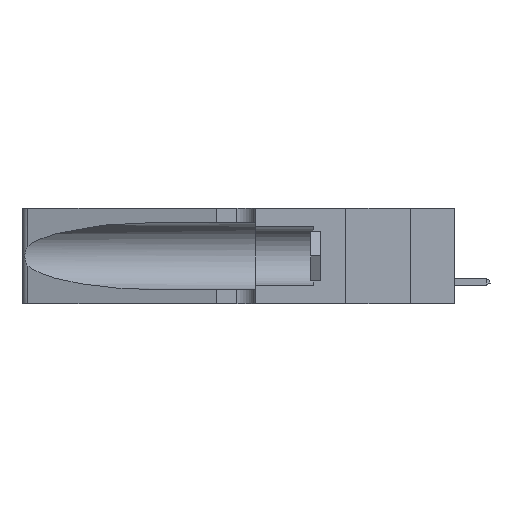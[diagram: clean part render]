
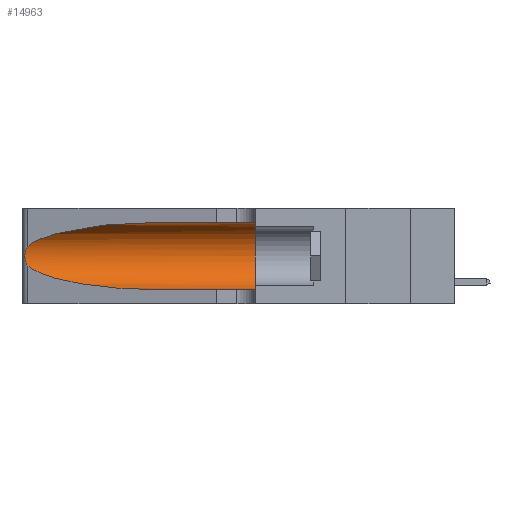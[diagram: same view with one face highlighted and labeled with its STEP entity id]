
A CAD part, left-side view. The second image highlights one B-rep face of the part: STEP entity #14963.
In plain terms, the highlighted cylindrical face has radius 3.308 mm (diameter 6.617 mm), a partial arc.
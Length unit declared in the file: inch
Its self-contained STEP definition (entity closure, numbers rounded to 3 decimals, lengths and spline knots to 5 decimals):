
#205 = ORIENTED_EDGE ( 'NONE', *, *, #42816, .T. ) ;
#367 = ORIENTED_EDGE ( 'NONE', *, *, #22710, .T. ) ;
#1281 = VECTOR ( 'NONE', #17384, 39.37008 ) ;
#1495 = AXIS2_PLACEMENT_3D ( 'NONE', #44663, #6203, #37083 ) ;
#1518 = VERTEX_POINT ( 'NONE', #47850 ) ;
#2564 = CARTESIAN_POINT ( 'NONE',  ( 0.1305, 0.35, 0.31525 ) ) ;
#4262 = CARTESIAN_POINT ( 'NONE',  ( 0.18966, 0.96281, 0.31525 ) ) ;
#5906 = EDGE_LOOP ( 'NONE', ( #22690, #205, #367, #8896, #9575, #47432 ) ) ;
#6203 = DIRECTION ( 'NONE',  ( 0., 1., 0. ) ) ;
#7796 = CYLINDRICAL_SURFACE ( 'NONE', #14507, 0.13025 ) ;
#8896 = ORIENTED_EDGE ( 'NONE', *, *, #42736, .T. ) ;
#9575 = ORIENTED_EDGE ( 'NONE', *, *, #14809, .F. ) ;
#9650 = CARTESIAN_POINT ( 'NONE',  ( 0.25856, 1.23593, 0.16098 ) ) ;
#10712 = VERTEX_POINT ( 'NONE', #2564 ) ;
#11821 = CARTESIAN_POINT ( 'NONE',  ( 0.2373, 1.15595, 0.28018 ) ) ;
#12496 = VECTOR ( 'NONE', #46849, 39.37008 ) ;
#13154 = CIRCLE ( 'NONE', #1495, 0.13025 ) ;
#13687 = CARTESIAN_POINT ( 'NONE',  ( 0.25854, 1.2359, 0.20912 ) ) ;
#14507 = AXIS2_PLACEMENT_3D ( 'NONE', #32384, #29006, #37643 ) ;
#14809 = EDGE_CURVE ( 'NONE', #10712, #35845, #13154, .T. ) ;
#14963 = ADVANCED_FACE ( 'NONE', ( #34943 ), #7796, .F. ) ;
#16400 = CARTESIAN_POINT ( 'NONE',  ( 0.25487, 1.22718, 0.22369 ) ) ;
#17161 = CARTESIAN_POINT ( 'NONE',  ( 0.25487, 1.22718, 0.14631 ) ) ;
#17384 = DIRECTION ( 'NONE',  ( 0., -1., 0. ) ) ;
#17795 = CARTESIAN_POINT ( 'NONE',  ( 0.25487, 1.22718, 0.14631 ) ) ;
#20685 = VERTEX_POINT ( 'NONE', #17161 ) ;
#21066 = CARTESIAN_POINT ( 'NONE',  ( 0.25639, 1.23186, 0.15144 ) ) ;
#21612 = CARTESIAN_POINT ( 'NONE',  ( 0.25555, 1.22994, 0.2215 ) ) ;
#22690 = ORIENTED_EDGE ( 'NONE', *, *, #24066, .T. ) ;
#22710 = EDGE_CURVE ( 'NONE', #20685, #32570, #41097, .T. ) ;
#24066 = EDGE_CURVE ( 'NONE', #1518, #34294, #35156, .T. ) ;
#24988 = CARTESIAN_POINT ( 'NONE',  ( 0.25555, 1.22993, 0.14849 ) ) ;
#25168 = CARTESIAN_POINT ( 'NONE',  ( 0.25789, 1.23486, 0.15765 ) ) ;
#25510 = CARTESIAN_POINT ( 'NONE',  ( 0.26018, 1.23835, 0.19895 ) ) ;
#25920 = EDGE_CURVE ( 'NONE', #1518, #10712, #39682, .T. ) ;
#26246 = B_SPLINE_CURVE_WITH_KNOTS ( 'NONE', 3,
 ( #48295, #21612, #48667, #29011, #13687, #25510, #28823, #33440, #48099, #9650, #25168, #21066, #24988, #36642 ),
 .UNSPECIFIED., .F., .F.,
 ( 4, 2, 2, 2, 2, 2, 4 ),
 ( 0., 0.00027, 0.00053, 0.00107, 0.0016, 0.00187, 0.00214 ),
 .UNSPECIFIED. ) ;
#28754 = CARTESIAN_POINT ( 'NONE',  ( 0.1305, 0.72297, 0.05475 ) ) ;
#28823 = CARTESIAN_POINT ( 'NONE',  ( 0.26075, 1.23896, 0.19203 ) ) ;
#29006 = DIRECTION ( 'NONE',  ( 0., -1., 0. ) ) ;
#29011 = CARTESIAN_POINT ( 'NONE',  ( 0.25787, 1.23484, 0.2124 ) ) ;
#29498 = CARTESIAN_POINT ( 'NONE',  ( 0.1305, 0.72297, 0.05475 ) ) ;
#32384 = CARTESIAN_POINT ( 'NONE',  ( 0.1305, 1.61858, 0.185 ) ) ;
#32570 = VERTEX_POINT ( 'NONE', #29498 ) ;
#33440 = CARTESIAN_POINT ( 'NONE',  ( 0.26075, 1.23896, 0.178 ) ) ;
#34294 = VERTEX_POINT ( 'NONE', #16400 ) ;
#34328 = CARTESIAN_POINT ( 'NONE',  ( 0.1305, 0.35, 0.05475 ) ) ;
#34759 = CARTESIAN_POINT ( 'NONE',  ( 0.1305, 1.61858, 0.31525 ) ) ;
#34943 = FACE_OUTER_BOUND ( 'NONE', #5906, .T. ) ;
#35111 = CARTESIAN_POINT ( 'NONE',  ( 0.1305, 0.72297, 0.31525 ) ) ;
#35152 = CARTESIAN_POINT ( 'NONE',  ( 0.18966, 0.96281, 0.05475 ) ) ;
#35156 =( BOUNDED_CURVE ( )  B_SPLINE_CURVE ( 3, ( #35111, #4262, #11821, #38833 ),
 .UNSPECIFIED., .F., .F. ) 
 B_SPLINE_CURVE_WITH_KNOTS ( ( 4, 4 ),
 ( 1.5708, 2.84003 ),
 .UNSPECIFIED. ) 
 CURVE ( )  GEOMETRIC_REPRESENTATION_ITEM ( )  RATIONAL_B_SPLINE_CURVE ( ( 1., 0.87, 0.87, 1. ) ) 
 REPRESENTATION_ITEM ( '' )  );
#35845 = VERTEX_POINT ( 'NONE', #34328 ) ;
#36642 = CARTESIAN_POINT ( 'NONE',  ( 0.25487, 1.22718, 0.14631 ) ) ;
#37083 = DIRECTION ( 'NONE',  ( 0., 0., 1. ) ) ;
#37643 = DIRECTION ( 'NONE',  ( 0., 0., -1. ) ) ;
#38833 = CARTESIAN_POINT ( 'NONE',  ( 0.25487, 1.22718, 0.22369 ) ) ;
#39682 = LINE ( 'NONE', #34759, #12496 ) ;
#39866 = CARTESIAN_POINT ( 'NONE',  ( 0.2373, 1.15595, 0.08982 ) ) ;
#41097 =( BOUNDED_CURVE ( )  B_SPLINE_CURVE ( 3, ( #17795, #39866, #35152, #28754 ),
 .UNSPECIFIED., .F., .F. ) 
 B_SPLINE_CURVE_WITH_KNOTS ( ( 4, 4 ),
 ( 3.44316, 4.71239 ),
 .UNSPECIFIED. ) 
 CURVE ( )  GEOMETRIC_REPRESENTATION_ITEM ( )  RATIONAL_B_SPLINE_CURVE ( ( 1., 0.87, 0.87, 1. ) ) 
 REPRESENTATION_ITEM ( '' )  );
#42736 = EDGE_CURVE ( 'NONE', #32570, #35845, #46085, .T. ) ;
#42816 = EDGE_CURVE ( 'NONE', #34294, #20685, #26246, .T. ) ;
#44663 = CARTESIAN_POINT ( 'NONE',  ( 0.1305, 0.35, 0.185 ) ) ;
#46085 = LINE ( 'NONE', #48660, #1281 ) ;
#46849 = DIRECTION ( 'NONE',  ( 0., -1., 0. ) ) ;
#47432 = ORIENTED_EDGE ( 'NONE', *, *, #25920, .F. ) ;
#47850 = CARTESIAN_POINT ( 'NONE',  ( 0.1305, 0.72297, 0.31525 ) ) ;
#48099 = CARTESIAN_POINT ( 'NONE',  ( 0.26017, 1.23833, 0.17102 ) ) ;
#48295 = CARTESIAN_POINT ( 'NONE',  ( 0.25487, 1.22718, 0.22369 ) ) ;
#48660 = CARTESIAN_POINT ( 'NONE',  ( 0.1305, 1.61858, 0.05475 ) ) ;
#48667 = CARTESIAN_POINT ( 'NONE',  ( 0.25639, 1.23184, 0.21858 ) ) ;
